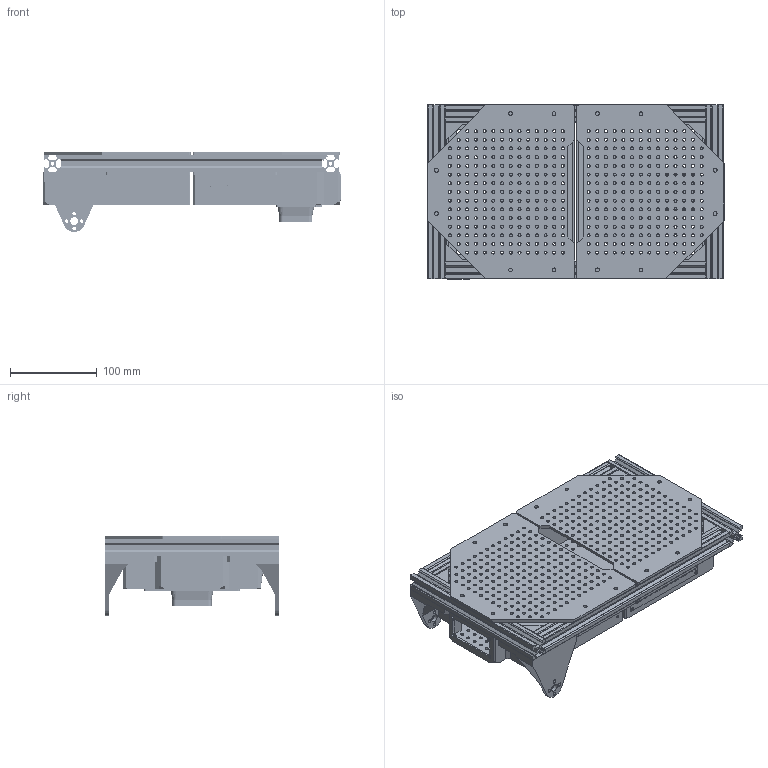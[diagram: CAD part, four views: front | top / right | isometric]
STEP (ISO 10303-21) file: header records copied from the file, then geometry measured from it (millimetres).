
FILE_DESCRIPTION(/* description */ (''),/* implementation_level */ '2;1');
FILE_NAME(/* name */ 'Ensamblaje_Base_2023.step',/* time_stamp */ '2023-10-04T10:28:04+02:00',/* author */ (''),/* organization */ (''),/* preprocessor_version */ 'ST-DEVELOPER v20',/* originating_system */ 'Autodesk Translation Framework v12.14.0.127',/* authorisation */ '');
FILE_SCHEMA (('AUTOMOTIVE_DESIGN { 1 0 10303 214 3 1 1 }'));
Products named in the file (16): Ensamblaje_Base; cartel; tapa_botones; base_trasera; base_delantera; Tapa trasera; Tapa delantera; soporte_motor1; soporte_motor2; soporte_rueda_loca v1; Estructura de perfiles v1; Aluminio200_2; Aluminio300_1; Aluminio300_2; Aluminio200_1; Esquina (1) (2)
Assembly tree (18 placements, depth 3):
  Ensamblaje_Base
    cartel
    tapa_botones
    base_trasera
    base_delantera
    Tapa trasera
    Tapa delantera
    soporte_motor1
    soporte_motor2
    soporte_rueda_loca v1
    Estructura de perfiles v1
      Esquina (1) (2)  x4
      Aluminio200_2
      Aluminio300_1
      Aluminio300_2
      Aluminio200_1
Bounding box: 341.85 x 200 x 91.9 mm (x, y, z)
Volume: 674404.5 mm3; surface area: 565919.4 mm2
Topology: 33 solids, 33 shells, 1736 faces, 4958 edges, 3296 vertices
Faces by surface type: cylinder 873, plane 692, bspline 163, cone 8
Full cylindrical faces by diameter (mm): 3.5 x691, 4 x12, 4.2 x4, 4.25 x4, 4.5 x8, 5.5 x12, 9 x2, 10 x4, 12 x1, 13 x1
Entity records: 59175 total; most frequent: CARTESIAN_POINT 11752, ORIENTED_EDGE 9576, DIRECTION 9318, EDGE_CURVE 4788, AXIS2_PLACEMENT_3D 3296, VERTEX_POINT 3184, EDGE_LOOP 3178, LINE 2726
